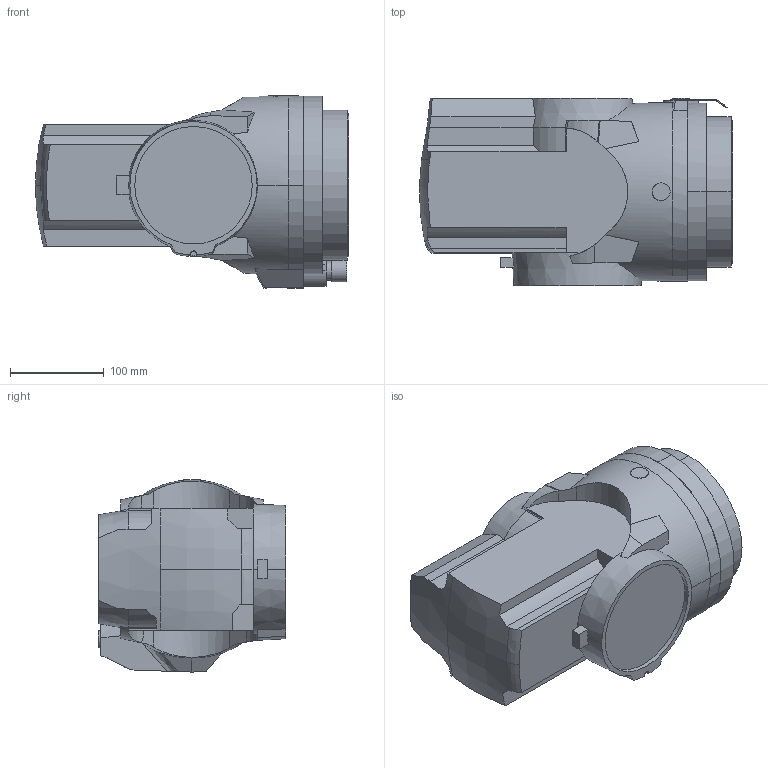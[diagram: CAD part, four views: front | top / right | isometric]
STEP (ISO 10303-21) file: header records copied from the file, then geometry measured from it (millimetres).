
FILE_DESCRIPTION (( 'STEP AP203' ), '1' );
FILE_NAME ('LINK05_CAD_Default_sldprt.STEP', '2024-04-07T16:14:19', ( '' ), ( '' ), 'SwSTEP 2.0', 'SolidWorks 2022', '' );
FILE_SCHEMA (( 'CONFIG_CONTROL_DESIGN' ));
Length unit declared in the file: millimetre
Products named in the file (1): LINK05_CAD_Default_sldprt
Bounding box: 333.25 x 200 x 204.47 mm (x, y, z)
Volume: 7606784.7 mm3; surface area: 279426.1 mm2
Topology: 1 solids, 1 shells, 245 faces, 667 edges, 438 vertices
Faces by surface type: plane 155, cylinder 51, bspline 29, cone 8, torus 2
Entity records: 10221 total; most frequent: CARTESIAN_POINT 4362, ORIENTED_EDGE 1334, DIRECTION 1021, EDGE_CURVE 667, VERTEX_POINT 438, VECTOR 375, LINE 375, AXIS2_PLACEMENT_3D 323
